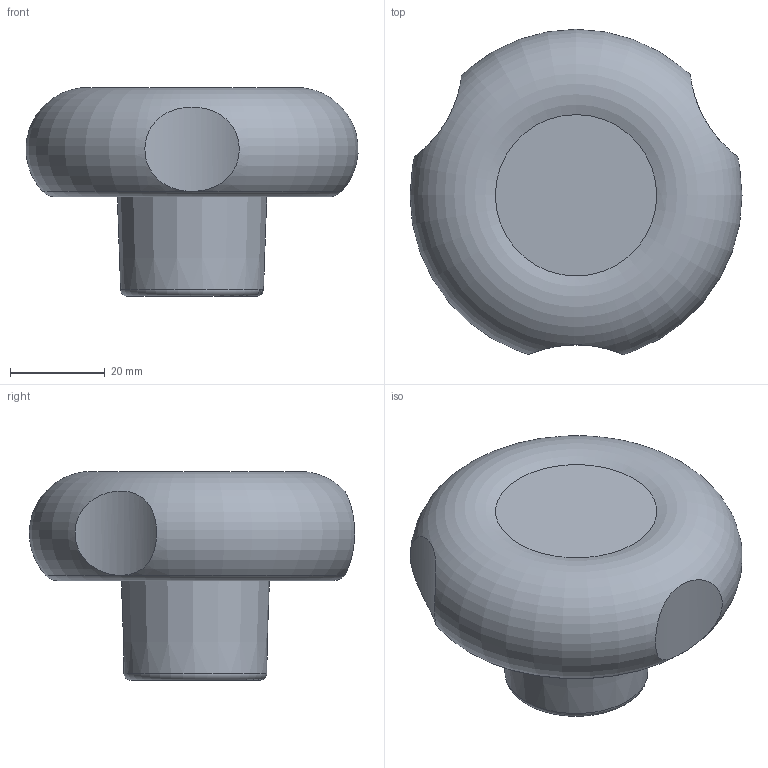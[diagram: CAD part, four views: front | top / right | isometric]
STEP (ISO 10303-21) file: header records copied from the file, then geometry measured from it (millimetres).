
FILE_DESCRIPTION( ( 'Unknown' ), '1' );
FILE_NAME( '6389090_VTB70_M12.stp', 'Unknown', ( 'Unknown' ), ( 'Unknown' ), 'PSStep 11.0', 'Unknown', ' ' );
FILE_SCHEMA( ( 'AUTOMOTIVE_DESIGN { 1 0 10303 214 1 1 1 1 }' ) );
Length unit declared in the file: millimetre
Products named in the file (1): 6389090
Bounding box: 69.95 x 68.55 x 43.98 mm (x, y, z)
Volume: 77323.8 mm3; surface area: 16077.1 mm2
Topology: 1 solids, 1 shells, 44 faces, 119 edges, 73 vertices
Faces by surface type: cylinder 21, plane 15, torus 5, cone 3
Full cylindrical faces by diameter (mm): 10.106 x1, 50 x1
Entity records: 2224 total; most frequent: CARTESIAN_POINT 827, ORIENTED_EDGE 210, DIRECTION 206, EDGE_CURVE 105, AXIS2_PLACEMENT_3D 83, VERTEX_POINT 70, EDGE_LOOP 58, FACE_OUTER_BOUND 51
